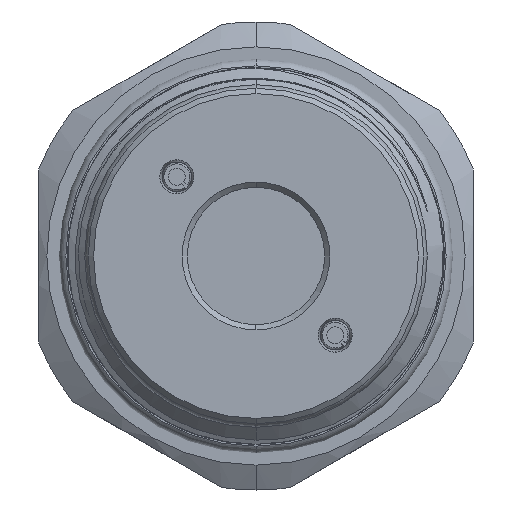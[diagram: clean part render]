
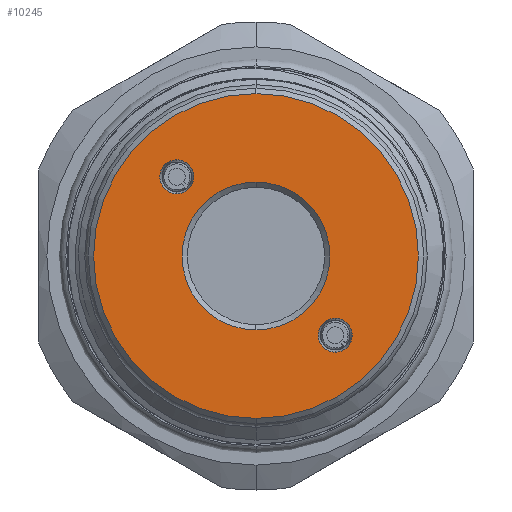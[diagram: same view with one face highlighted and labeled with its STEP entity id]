
A CAD part, left-side view. The second image highlights one B-rep face of the part: STEP entity #10245.
In plain terms, the highlighted planar face has unit normal (-1, 0, 0).
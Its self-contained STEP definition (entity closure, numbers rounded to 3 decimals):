
#36 = DIRECTION ( 'NONE',  ( -1., 0., 0. ) ) ;
#206 = EDGE_CURVE ( 'NONE', #11353, #13286, #4694, .T. ) ;
#539 = CARTESIAN_POINT ( 'NONE',  ( -7.9, -7.495, -7.495 ) ) ;
#546 = EDGE_LOOP ( 'NONE', ( #3688, #11073 ) ) ;
#868 = DIRECTION ( 'NONE',  ( 1., 0., 0. ) ) ;
#951 = ORIENTED_EDGE ( 'NONE', *, *, #1529, .F. ) ;
#1155 = AXIS2_PLACEMENT_3D ( 'NONE', #2365, #5005, #3791 ) ;
#1258 = AXIS2_PLACEMENT_3D ( 'NONE', #539, #5936, #7324 ) ;
#1302 = DIRECTION ( 'NONE',  ( 0., 0., -1. ) ) ;
#1386 = CARTESIAN_POINT ( 'NONE',  ( -7.9, -7.495, -5.881 ) ) ;
#1529 = EDGE_CURVE ( 'NONE', #3879, #12313, #11625, .T. ) ;
#2041 = CARTESIAN_POINT ( 'NONE',  ( -7.9, 7.495, 7.495 ) ) ;
#2365 = CARTESIAN_POINT ( 'NONE',  ( -7.9, -7.495, -7.495 ) ) ;
#2586 = DIRECTION ( 'NONE',  ( 0., 0., 1. ) ) ;
#2596 = DIRECTION ( 'NONE',  ( 1., 0., 0. ) ) ;
#2815 = CARTESIAN_POINT ( 'NONE',  ( -7.9, 7.495, 5.881 ) ) ;
#2834 = ORIENTED_EDGE ( 'NONE', *, *, #9513, .F. ) ;
#3688 = ORIENTED_EDGE ( 'NONE', *, *, #4229, .T. ) ;
#3715 = VERTEX_POINT ( 'NONE', #17205 ) ;
#3791 = DIRECTION ( 'NONE',  ( 0., 0., -1. ) ) ;
#3879 = VERTEX_POINT ( 'NONE', #2815 ) ;
#3932 = CARTESIAN_POINT ( 'NONE',  ( -7.9, 0., 7. ) ) ;
#4003 = DIRECTION ( 'NONE',  ( -1., 0., 0. ) ) ;
#4041 = CIRCLE ( 'NONE', #1155, 1.614 ) ;
#4229 = EDGE_CURVE ( 'NONE', #13286, #11353, #6358, .T. ) ;
#4406 = AXIS2_PLACEMENT_3D ( 'NONE', #5490, #5552, #15485 ) ;
#4694 = CIRCLE ( 'NONE', #4406, 15.375 ) ;
#5005 = DIRECTION ( 'NONE',  ( -1., 0., 0. ) ) ;
#5420 = VERTEX_POINT ( 'NONE', #12488 ) ;
#5490 = CARTESIAN_POINT ( 'NONE',  ( -7.9, 0., 0. ) ) ;
#5552 = DIRECTION ( 'NONE',  ( -1., 0., 0. ) ) ;
#5936 = DIRECTION ( 'NONE',  ( -1., 0., 0. ) ) ;
#6358 = CIRCLE ( 'NONE', #14937, 15.375 ) ;
#6455 = DIRECTION ( 'NONE',  ( 0., 0., -1. ) ) ;
#6754 = ORIENTED_EDGE ( 'NONE', *, *, #12205, .T. ) ;
#7124 = FACE_BOUND ( 'NONE', #15719, .T. ) ;
#7324 = DIRECTION ( 'NONE',  ( 0., 0., -1. ) ) ;
#7993 = FACE_OUTER_BOUND ( 'NONE', #546, .T. ) ;
#8063 = CARTESIAN_POINT ( 'NONE',  ( -7.9, 7.495, 9.11 ) ) ;
#8268 = AXIS2_PLACEMENT_3D ( 'NONE', #17695, #2596, #1302 ) ;
#8335 = ORIENTED_EDGE ( 'NONE', *, *, #9146, .T. ) ;
#9089 = CARTESIAN_POINT ( 'NONE',  ( -7.9, 0., 0. ) ) ;
#9146 = EDGE_CURVE ( 'NONE', #12862, #3715, #16629, .T. ) ;
#9443 = CARTESIAN_POINT ( 'NONE',  ( -7.9, 7.495, 7.495 ) ) ;
#9513 = EDGE_CURVE ( 'NONE', #12313, #3879, #12798, .T. ) ;
#10245 = ADVANCED_FACE ( 'NONE', ( #7124, #7993, #10386, #15954 ), #17317, .F. ) ;
#10386 = FACE_BOUND ( 'NONE', #16944, .T. ) ;
#10995 = CIRCLE ( 'NONE', #8268, 7. ) ;
#11073 = ORIENTED_EDGE ( 'NONE', *, *, #206, .T. ) ;
#11353 = VERTEX_POINT ( 'NONE', #14636 ) ;
#11625 = CIRCLE ( 'NONE', #16302, 1.614 ) ;
#11707 = DIRECTION ( 'NONE',  ( -1., 0., 0. ) ) ;
#12094 = CIRCLE ( 'NONE', #1258, 1.614 ) ;
#12190 = AXIS2_PLACEMENT_3D ( 'NONE', #2041, #11707, #14022 ) ;
#12205 = EDGE_CURVE ( 'NONE', #3715, #12862, #10995, .T. ) ;
#12313 = VERTEX_POINT ( 'NONE', #8063 ) ;
#12417 = AXIS2_PLACEMENT_3D ( 'NONE', #13623, #16354, #14854 ) ;
#12488 = CARTESIAN_POINT ( 'NONE',  ( -7.9, -7.495, -9.11 ) ) ;
#12503 = EDGE_CURVE ( 'NONE', #14974, #5420, #12094, .T. ) ;
#12798 = CIRCLE ( 'NONE', #12190, 1.614 ) ;
#12862 = VERTEX_POINT ( 'NONE', #3932 ) ;
#13225 = EDGE_CURVE ( 'NONE', #5420, #14974, #4041, .T. ) ;
#13286 = VERTEX_POINT ( 'NONE', #14631 ) ;
#13404 = ORIENTED_EDGE ( 'NONE', *, *, #13225, .F. ) ;
#13501 = EDGE_LOOP ( 'NONE', ( #13404, #16452 ) ) ;
#13586 = DIRECTION ( 'NONE',  ( 0., 0., -1. ) ) ;
#13623 = CARTESIAN_POINT ( 'NONE',  ( -7.9, 0., 0. ) ) ;
#14022 = DIRECTION ( 'NONE',  ( 0., 0., 1. ) ) ;
#14631 = CARTESIAN_POINT ( 'NONE',  ( -7.9, 0., -15.375 ) ) ;
#14636 = CARTESIAN_POINT ( 'NONE',  ( -7.9, 0., 15.375 ) ) ;
#14854 = DIRECTION ( 'NONE',  ( 0., 0., -1. ) ) ;
#14937 = AXIS2_PLACEMENT_3D ( 'NONE', #15012, #36, #13586 ) ;
#14974 = VERTEX_POINT ( 'NONE', #1386 ) ;
#15012 = CARTESIAN_POINT ( 'NONE',  ( -7.9, 0., 0. ) ) ;
#15365 = AXIS2_PLACEMENT_3D ( 'NONE', #9089, #868, #6455 ) ;
#15485 = DIRECTION ( 'NONE',  ( 0., 0., -1. ) ) ;
#15719 = EDGE_LOOP ( 'NONE', ( #8335, #6754 ) ) ;
#15954 = FACE_BOUND ( 'NONE', #13501, .T. ) ;
#16302 = AXIS2_PLACEMENT_3D ( 'NONE', #9443, #4003, #2586 ) ;
#16354 = DIRECTION ( 'NONE',  ( 1., 0., 0. ) ) ;
#16452 = ORIENTED_EDGE ( 'NONE', *, *, #12503, .F. ) ;
#16629 = CIRCLE ( 'NONE', #12417, 7. ) ;
#16944 = EDGE_LOOP ( 'NONE', ( #2834, #951 ) ) ;
#17205 = CARTESIAN_POINT ( 'NONE',  ( -7.9, 0., -7. ) ) ;
#17317 = PLANE ( 'NONE',  #15365 ) ;
#17695 = CARTESIAN_POINT ( 'NONE',  ( -7.9, 0., 0. ) ) ;
